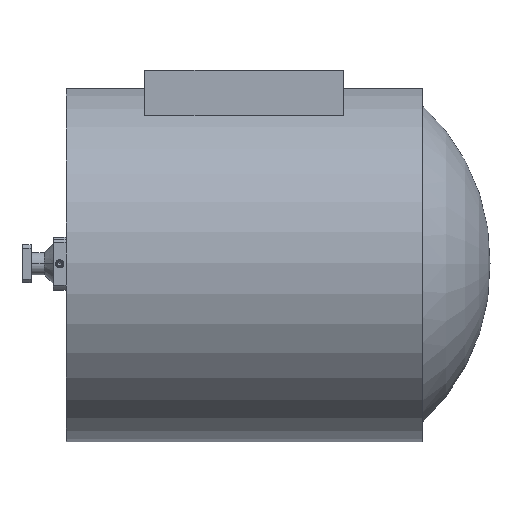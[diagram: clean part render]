
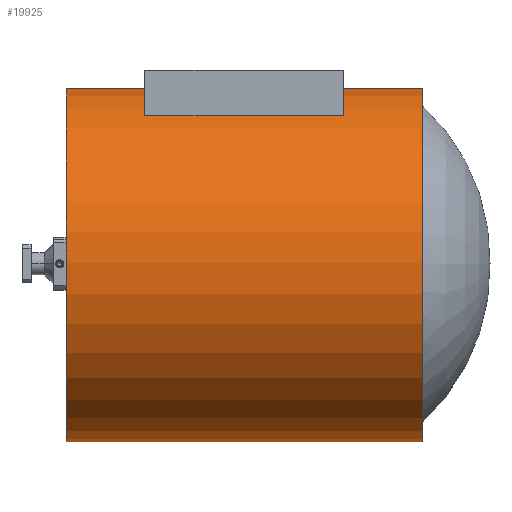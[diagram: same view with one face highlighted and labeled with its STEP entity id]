
A CAD part, left-side view. The second image highlights one B-rep face of the part: STEP entity #19925.
In plain terms, the highlighted cylindrical face has radius 88.9 mm (diameter 177.8 mm), a partial arc.
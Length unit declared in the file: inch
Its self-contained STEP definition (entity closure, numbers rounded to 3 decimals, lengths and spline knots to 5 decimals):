
#1477 = EDGE_LOOP ( 'NONE', ( #23654, #59877, #44438, #13080 ) ) ;
#2985 = DIRECTION ( 'NONE',  ( 0., 1., 0. ) ) ;
#7973 = CARTESIAN_POINT ( 'NONE',  ( -2.16025, 4.54438, 4.24872 ) ) ;
#8573 = EDGE_CURVE ( 'NONE', #14497, #41263, #16452, .T. ) ;
#13080 = ORIENTED_EDGE ( 'NONE', *, *, #27981, .T. ) ;
#13513 = DIRECTION ( 'NONE',  ( 0., 0., 1. ) ) ;
#14497 = VERTEX_POINT ( 'NONE', #27281 ) ;
#15267 = DIRECTION ( 'NONE',  ( 0., 1., 0. ) ) ;
#16452 = LINE ( 'NONE', #57058, #29174 ) ;
#16535 = FACE_OUTER_BOUND ( 'NONE', #1477, .T. ) ;
#17030 = CARTESIAN_POINT ( 'NONE',  ( -2.16025, 4.54438, 4.24872 ) ) ;
#18662 = EDGE_CURVE ( 'NONE', #41263, #28400, #36541, .T. ) ;
#19925 = ADVANCED_FACE ( 'NONE', ( #16535 ), #49268, .T. ) ;
#21689 = EDGE_CURVE ( 'NONE', #14497, #65032, #54735, .T. ) ;
#23654 = ORIENTED_EDGE ( 'NONE', *, *, #21689, .F. ) ;
#27281 = CARTESIAN_POINT ( 'NONE',  ( -1.57076, 4.54438, -2.70128 ) ) ;
#27981 = EDGE_CURVE ( 'NONE', #28400, #65032, #54586, .T. ) ;
#28400 = VERTEX_POINT ( 'NONE', #47602 ) ;
#29174 = VECTOR ( 'NONE', #56619, 39.37008 ) ;
#34032 = CARTESIAN_POINT ( 'NONE',  ( -1.57076, -2.45562, 0.79872 ) ) ;
#35140 = DIRECTION ( 'NONE',  ( 0., 0., 1. ) ) ;
#36541 = CIRCLE ( 'NONE', #51833, 3.5 ) ;
#36915 = CARTESIAN_POINT ( 'NONE',  ( -1.57076, 4.54438, 0.79872 ) ) ;
#38011 = CARTESIAN_POINT ( 'NONE',  ( -1.57076, -2.45562, -2.70128 ) ) ;
#41263 = VERTEX_POINT ( 'NONE', #38011 ) ;
#44438 = ORIENTED_EDGE ( 'NONE', *, *, #18662, .T. ) ;
#46511 = DIRECTION ( 'NONE',  ( 0., -1., 0. ) ) ;
#47380 = DIRECTION ( 'NONE',  ( 0., 0., -1. ) ) ;
#47602 = CARTESIAN_POINT ( 'NONE',  ( -2.16025, -2.45562, 4.24872 ) ) ;
#48900 = AXIS2_PLACEMENT_3D ( 'NONE', #36915, #46511, #47380 ) ;
#49268 = CYLINDRICAL_SURFACE ( 'NONE', #48900, 3.5 ) ;
#51414 = CARTESIAN_POINT ( 'NONE',  ( -1.57076, 4.54438, 0.79872 ) ) ;
#51833 = AXIS2_PLACEMENT_3D ( 'NONE', #34032, #65363, #13513 ) ;
#54586 = LINE ( 'NONE', #7973, #59403 ) ;
#54735 = CIRCLE ( 'NONE', #60177, 3.5 ) ;
#56619 = DIRECTION ( 'NONE',  ( 0., -1., 0. ) ) ;
#57058 = CARTESIAN_POINT ( 'NONE',  ( -1.57076, 4.54438, -2.70128 ) ) ;
#59403 = VECTOR ( 'NONE', #2985, 39.37008 ) ;
#59877 = ORIENTED_EDGE ( 'NONE', *, *, #8573, .T. ) ;
#60177 = AXIS2_PLACEMENT_3D ( 'NONE', #51414, #15267, #35140 ) ;
#65032 = VERTEX_POINT ( 'NONE', #17030 ) ;
#65363 = DIRECTION ( 'NONE',  ( 0., 1., 0. ) ) ;
